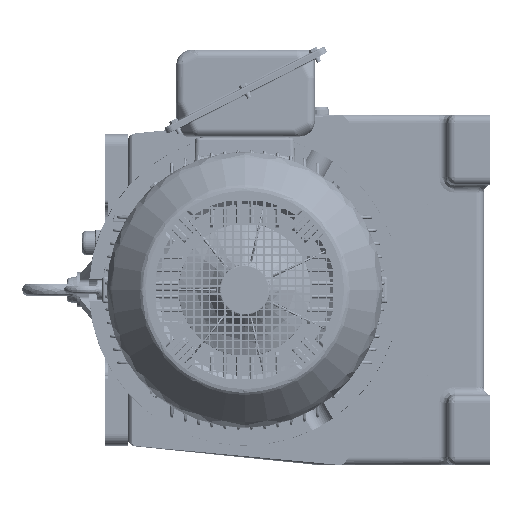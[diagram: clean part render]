
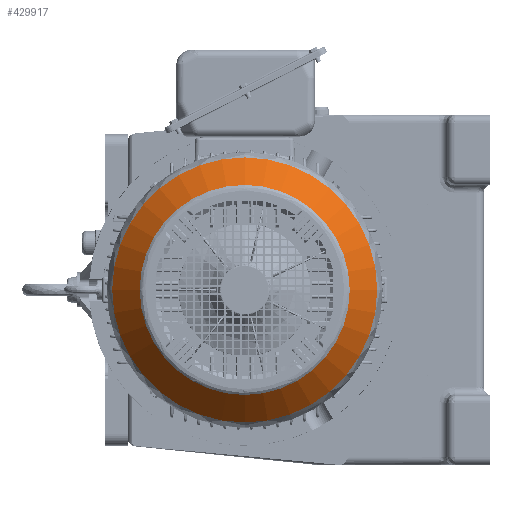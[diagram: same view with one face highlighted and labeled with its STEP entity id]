
A CAD part, left-side view. The second image highlights one B-rep face of the part: STEP entity #429917.
In plain terms, the highlighted conical face has half-angle 40 degrees and reference radius 170.181 mm.
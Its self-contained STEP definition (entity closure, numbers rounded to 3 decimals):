
#16218 = AXIS2_PLACEMENT_3D ( 'NONE', #202238, #437004, #287294 ) ;
#26136 = AXIS2_PLACEMENT_3D ( 'NONE', #218431, #135876, #300962 ) ;
#28463 = EDGE_LOOP ( 'NONE', ( #309312 ) ) ;
#128068 = EDGE_CURVE ( 'NONE', #256115, #256115, #281121, .T. ) ;
#135876 = DIRECTION ( 'NONE',  ( 1., 0., 0. ) ) ;
#168762 = DIRECTION ( 'NONE',  ( 1., 0., 0. ) ) ;
#181223 = CARTESIAN_POINT ( 'NONE',  ( -1035.928, 134.886, 0. ) ) ;
#190180 = VERTEX_POINT ( 'NONE', #192730 ) ;
#192730 = CARTESIAN_POINT ( 'NONE',  ( -993.865, 170.181, 0. ) ) ;
#202238 = CARTESIAN_POINT ( 'NONE',  ( -993.865, 0., 0. ) ) ;
#217699 = DIRECTION ( 'NONE',  ( 0., 1., 0. ) ) ;
#218431 = CARTESIAN_POINT ( 'NONE',  ( -993.865, 0., 0. ) ) ;
#256115 = VERTEX_POINT ( 'NONE', #181223 ) ;
#272055 = FACE_BOUND ( 'NONE', #358814, .T. ) ;
#281121 = CIRCLE ( 'NONE', #322441, 134.886 ) ;
#287294 = DIRECTION ( 'NONE',  ( 0., 0., -1. ) ) ;
#300962 = DIRECTION ( 'NONE',  ( 0., 1., 0. ) ) ;
#309312 = ORIENTED_EDGE ( 'NONE', *, *, #411578, .F. ) ;
#314508 = CIRCLE ( 'NONE', #26136, 170.181 ) ;
#322441 = AXIS2_PLACEMENT_3D ( 'NONE', #377646, #168762, #217699 ) ;
#345870 = CONICAL_SURFACE ( 'NONE', #16218, 170.181, 0.698 ) ;
#352549 = ORIENTED_EDGE ( 'NONE', *, *, #128068, .T. ) ;
#358814 = EDGE_LOOP ( 'NONE', ( #352549 ) ) ;
#377646 = CARTESIAN_POINT ( 'NONE',  ( -1035.928, 0., 0. ) ) ;
#411578 = EDGE_CURVE ( 'NONE', #190180, #190180, #314508, .T. ) ;
#429388 = FACE_OUTER_BOUND ( 'NONE', #28463, .T. ) ;
#429917 = ADVANCED_FACE ( 'NONE', ( #272055, #429388 ), #345870, .T. ) ;
#437004 = DIRECTION ( 'NONE',  ( 1., 0., 0. ) ) ;
